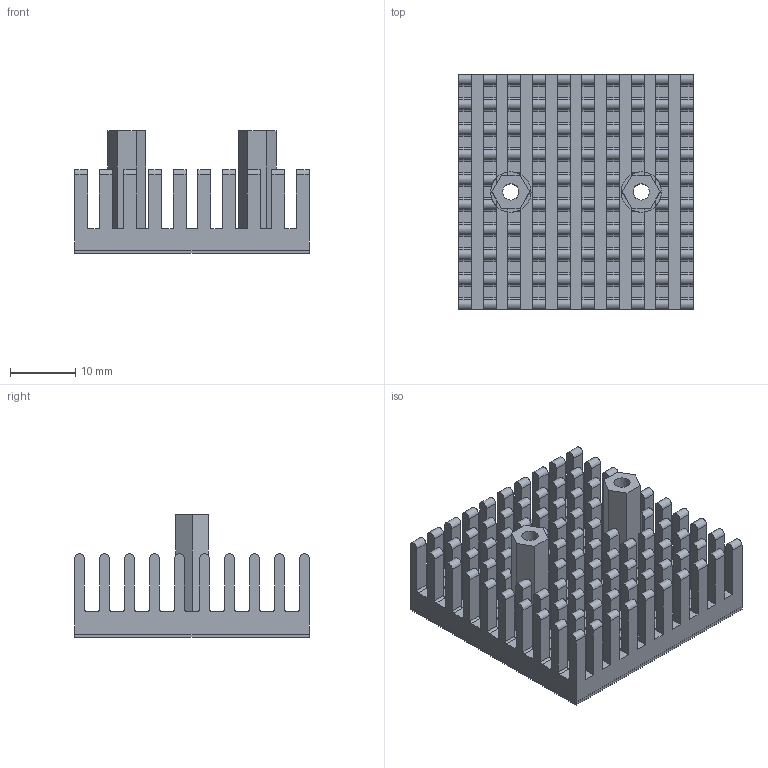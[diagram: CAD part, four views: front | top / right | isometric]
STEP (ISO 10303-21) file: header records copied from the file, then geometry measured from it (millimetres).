
FILE_DESCRIPTION(('FreeCAD Model'),'2;1');
FILE_NAME('HeatSink_Assembly.step','2018-01-19T13:21:07',( 'Author'),(''),'Open CASCADE STEP processor 7.1','FreeCAD','Unknown' );
FILE_SCHEMA(('AUTOMOTIVE_DESIGN { 1 0 10303 214 1 1 1 1 }'));
Length unit declared in the file: millimetre
Products named in the file (7): Spacer_Hex_M3x15_CLONE; Body_Spacer_Hex_M3x15; Spacer_Hex_M3x15; thermally_conductive_foil_cutting; thermal_foil; Fischer_Elektronik_ICK_PGA14x14x12_HeatSink; HeatSink
Assembly tree (4 placements, depth 2):
  Spacer_Hex_M3x15_CLONE
    Body_Spacer_Hex_M3x15
  Spacer_Hex_M3x15
    Body_Spacer_Hex_M3x15
  thermally_conductive_foil_cutting
    thermal_foil
  Fischer_Elektronik_ICK_PGA14x14x12_HeatSink
    HeatSink
Bounding box: 36 x 36 x 18.8 mm (x, y, z)
Volume: 7981 mm3; surface area: 12372.4 mm2
Topology: 4 solids, 4 shells, 615 faces, 1804 edges, 1195 vertices
Faces by surface type: plane 330, cylinder 285
Full cylindrical faces by diameter (mm): 2.5 x4, 3.2 x2
Entity records: 44894 total; most frequent: CARTESIAN_POINT 9373, DIRECTION 6816, LINE 4164, VECTOR 4164, ORIENTED_EDGE 3566, PCURVE 3566, DEFINITIONAL_REPRESENTATION 3566, EDGE_CURVE 1783
